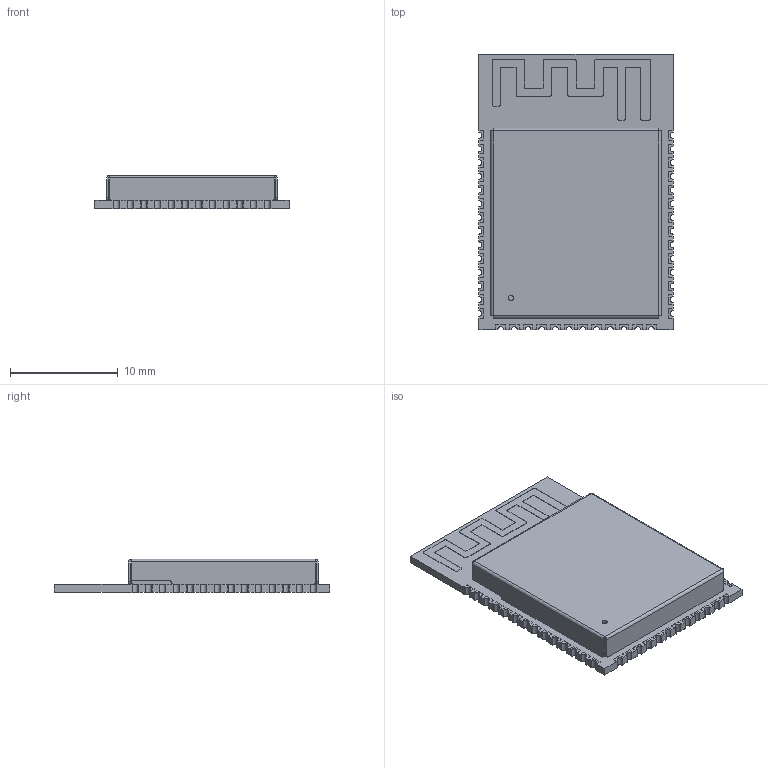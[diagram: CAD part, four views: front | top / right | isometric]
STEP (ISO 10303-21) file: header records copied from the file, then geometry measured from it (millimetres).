
FILE_DESCRIPTION(('FreeCAD Model'),'2;1');
FILE_NAME('Open CASCADE Shape Model','2023-03-26T18:06:56',( 'kicad StepUp'),('ksu MCAD'),'Open CASCADE STEP processor 7.6', 'FreeCAD','Unknown');
FILE_SCHEMA(('AUTOMOTIVE_DESIGN { 1 0 10303 214 1 1 1 1 }'));
Length unit declared in the file: millimetre
Products named in the file (1): ESP32-S3-WROOM-1
Bounding box: 18 x 25.5 x 3.1 mm (x, y, z)
Volume: 415.6 mm3; surface area: 1825.7 mm2
Topology: 2 solids, 2 shells, 624 faces, 1814 edges, 1204 vertices
Faces by surface type: plane 545, cylinder 79
Full cylindrical faces by diameter (mm): 0.5 x1
Entity records: 24692 total; most frequent: CARTESIAN_POINT 3643, ORIENTED_EDGE 3628, DIRECTION 3222, EDGE_CURVE 1814, LINE 1656, VECTOR 1656, VERTEX_POINT 1204, AXIS2_PLACEMENT_3D 783
